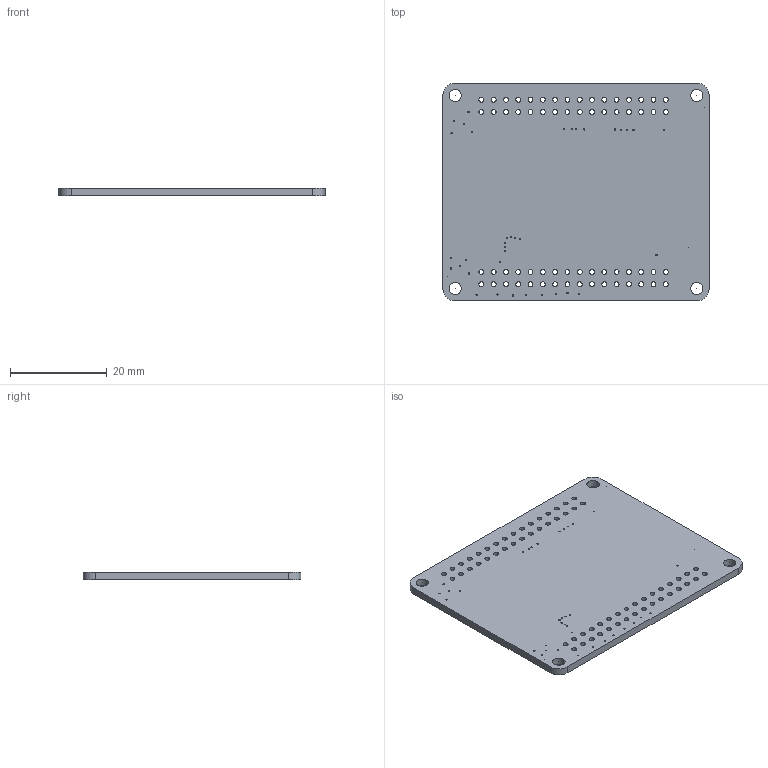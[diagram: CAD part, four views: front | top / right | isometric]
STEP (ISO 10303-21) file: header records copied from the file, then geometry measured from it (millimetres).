
FILE_DESCRIPTION(/* description */ ('PCB Design'),/* implementation_level */ '2;1');
FILE_NAME(/* name */ '20210248_swan-c_v5',/* time_stamp */ '2022-03-02T17:14:45+01:00',/* author */ (''),/* organization */ (''),/* preprocessor_version */ 'ST-DEVELOPER v16',/* originating_system */ 'allegro_17.4S026',/* authorisation */ '');
FILE_SCHEMA (('AUTOMOTIVE_DESIGN { 1 0 10303 214 3 1 1 }'));
Length unit declared in the file: millimetre
Products named in the file (10): 20210248_SWAN-C_V5; BOARD_OUTLINE; COMPONENTS; MOD-SWANV7; FIDUCIAL; FORO-0254-U; J-16X2-0254-MDT; vuoto
Assembly tree (16 placements, depth 4):
  20210248_SWAN-C_V5
    BOARD_OUTLINE
    COMPONENTS
      MOD-SWANV7
        vuoto
      FIDUCIAL  x2
        vuoto
      FORO-0254-U  x4
        vuoto
      J-16X2-0254-MDT
        vuoto
      J-16X2-0254-MDT
        vuoto
Bounding box: 55 x 45 x 1.59 mm (x, y, z)
Volume: 0 mm3; surface area: 5518.6 mm2
Topology: 9 solids, 10 shells, 254 faces, 807 edges, 468 vertices
Faces by surface type: cylinder 230, plane 24
Entity records: 8634 total; most frequent: CARTESIAN_POINT 1323, ORIENTED_EDGE 1320, EDGE_CURVE 765, AXIS2_PLACEMENT_3D 692, VERTEX_POINT 650, FACE_OUTER_BOUND 434, EDGE_LOOP 434, CIRCLE 432
